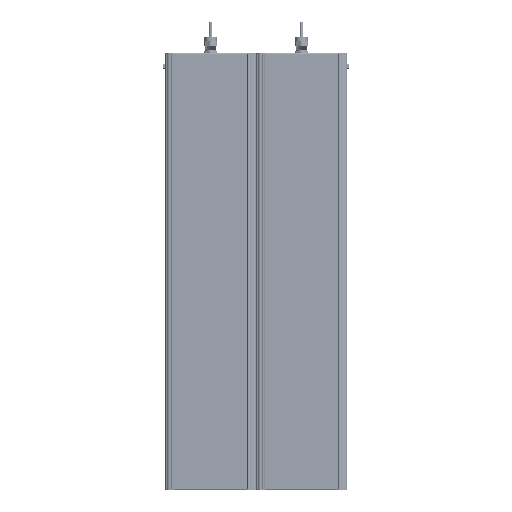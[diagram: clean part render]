
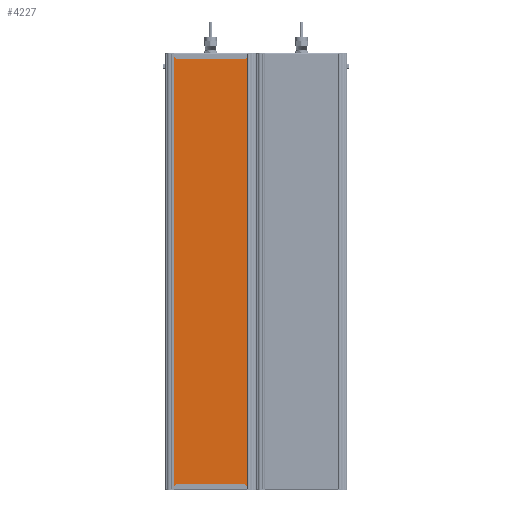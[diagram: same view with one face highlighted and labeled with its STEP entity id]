
A CAD part, front view. The second image highlights one B-rep face of the part: STEP entity #4227.
In plain terms, the highlighted face is planar.
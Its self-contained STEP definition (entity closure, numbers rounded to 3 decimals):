
#4227=ADVANCED_FACE('',(#7943),#7945,.T.);
#7943=FACE_BOUND('',#7944,.T.);
#7944=EDGE_LOOP('',(#35664,#35665,#35666,#35667));
#7945=PLANE('',#7946);
#7946=AXIS2_PLACEMENT_3D('',#7947,#7948,#7949);
#7947=CARTESIAN_POINT('',(2111.497,401.002,-34.582));
#7948=DIRECTION('',(0.,0.,-1.));
#7949=DIRECTION('',(0.,1.,0.));
#35664=ORIENTED_EDGE('',*,*,#40684,.F.);
#35665=ORIENTED_EDGE('',*,*,#40683,.T.);
#35666=ORIENTED_EDGE('',*,*,#40685,.F.);
#35667=ORIENTED_EDGE('',*,*,#40675,.F.);
#40675=EDGE_CURVE('',#44494,#44497,#44498,.T.);
#40683=EDGE_CURVE('',#44507,#44509,#44511,.T.);
#40684=EDGE_CURVE('',#44507,#44494,#44512,.T.);
#40685=EDGE_CURVE('',#44497,#44509,#44513,.T.);
#44494=VERTEX_POINT('',#52150);
#44497=VERTEX_POINT('',#52155);
#44498=LINE('',#52156,#52157);
#44507=VERTEX_POINT('',#52177);
#44509=VERTEX_POINT('',#52181);
#44511=LINE('',#52185,#52186);
#44512=LINE('',#52188,#52189);
#44513=LINE('',#52191,#52192);
#52150=CARTESIAN_POINT('',(2111.497,401.002,-34.582));
#52155=CARTESIAN_POINT('',(3007.497,401.002,-34.582));
#52156=CARTESIAN_POINT('',(2111.497,401.002,-34.582));
#52157=VECTOR('',#52158,1.);
#52158=DIRECTION('',(1.,0.,0.));
#52177=CARTESIAN_POINT('',(2111.497,565.13,-34.582));
#52181=CARTESIAN_POINT('',(3007.497,565.13,-34.582));
#52185=CARTESIAN_POINT('',(2111.497,565.13,-34.582));
#52186=VECTOR('',#52187,1.);
#52187=DIRECTION('',(1.,0.,0.));
#52188=CARTESIAN_POINT('',(2111.497,565.13,-34.582));
#52189=VECTOR('',#52190,1.);
#52190=DIRECTION('',(0.,-1.,0.));
#52191=CARTESIAN_POINT('',(3007.497,401.002,-34.582));
#52192=VECTOR('',#52193,1.);
#52193=DIRECTION('',(0.,1.,0.));
